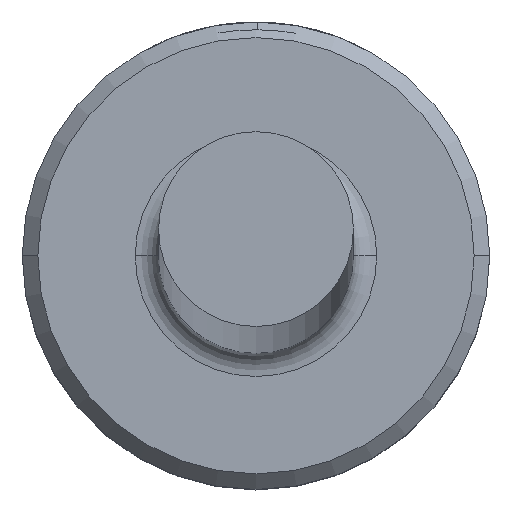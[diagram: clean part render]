
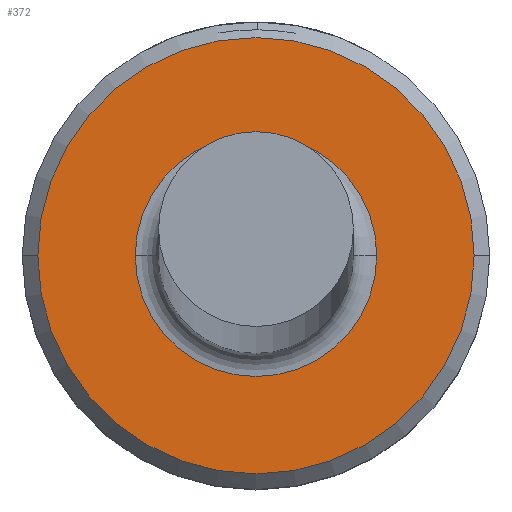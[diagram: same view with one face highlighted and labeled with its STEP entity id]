
A CAD part, top view. The second image highlights one B-rep face of the part: STEP entity #372.
In plain terms, the highlighted planar face has unit normal (0, 0, 1).
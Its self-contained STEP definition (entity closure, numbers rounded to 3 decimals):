
#9 = DIRECTION ( 'NONE',  ( 1., 0., 0. ) ) ;
#19 = CARTESIAN_POINT ( 'NONE',  ( -2.8, 0., 4. ) ) ;
#78 = ORIENTED_EDGE ( 'NONE', *, *, #1147, .T. ) ;
#103 = VERTEX_POINT ( 'NONE', #1097 ) ;
#152 = AXIS2_PLACEMENT_3D ( 'NONE', #549, #1160, #639 ) ;
#158 = DIRECTION ( 'NONE',  ( 0., 0., 1. ) ) ;
#183 = AXIS2_PLACEMENT_3D ( 'NONE', #1085, #562, #9 ) ;
#185 = VERTEX_POINT ( 'NONE', #19 ) ;
#248 = CIRCLE ( 'NONE', #732, 2.8 ) ;
#273 = CIRCLE ( 'NONE', #364, 1.55 ) ;
#287 = CARTESIAN_POINT ( 'NONE',  ( -1.55, 0., 4. ) ) ;
#305 = ORIENTED_EDGE ( 'NONE', *, *, #448, .T. ) ;
#341 = CARTESIAN_POINT ( 'NONE',  ( 0., 0., 4. ) ) ;
#364 = AXIS2_PLACEMENT_3D ( 'NONE', #1019, #480, #1096 ) ;
#372 = ADVANCED_FACE ( 'NONE', ( #820, #1027 ), #1008, .T. ) ;
#382 = VERTEX_POINT ( 'NONE', #647 ) ;
#390 = CIRCLE ( 'NONE', #152, 1.55 ) ;
#447 = DIRECTION ( 'NONE',  ( 1., 0., 0. ) ) ;
#448 = EDGE_CURVE ( 'NONE', #382, #451, #273, .T. ) ;
#451 = VERTEX_POINT ( 'NONE', #287 ) ;
#480 = DIRECTION ( 'NONE',  ( 0., 0., -1. ) ) ;
#549 = CARTESIAN_POINT ( 'NONE',  ( 0., 0., 4. ) ) ;
#562 = DIRECTION ( 'NONE',  ( 0., 0., 1. ) ) ;
#639 = DIRECTION ( 'NONE',  ( -1., 0., 0. ) ) ;
#647 = CARTESIAN_POINT ( 'NONE',  ( 1.55, 0., 4. ) ) ;
#679 = ORIENTED_EDGE ( 'NONE', *, *, #1035, .T. ) ;
#714 = CARTESIAN_POINT ( 'NONE',  ( 0., 0., 4. ) ) ;
#732 = AXIS2_PLACEMENT_3D ( 'NONE', #341, #986, #447 ) ;
#761 = CIRCLE ( 'NONE', #849, 2.8 ) ;
#803 = DIRECTION ( 'NONE',  ( 1., 0., 0. ) ) ;
#814 = ORIENTED_EDGE ( 'NONE', *, *, #1040, .T. ) ;
#820 = FACE_OUTER_BOUND ( 'NONE', #995, .T. ) ;
#834 = EDGE_LOOP ( 'NONE', ( #78, #305 ) ) ;
#849 = AXIS2_PLACEMENT_3D ( 'NONE', #714, #158, #803 ) ;
#986 = DIRECTION ( 'NONE',  ( 0., 0., 1. ) ) ;
#995 = EDGE_LOOP ( 'NONE', ( #679, #814 ) ) ;
#1008 = PLANE ( 'NONE',  #183 ) ;
#1019 = CARTESIAN_POINT ( 'NONE',  ( 0., 0., 4. ) ) ;
#1027 = FACE_BOUND ( 'NONE', #834, .T. ) ;
#1035 = EDGE_CURVE ( 'NONE', #185, #103, #761, .T. ) ;
#1040 = EDGE_CURVE ( 'NONE', #103, #185, #248, .T. ) ;
#1085 = CARTESIAN_POINT ( 'NONE',  ( 0., 0., 4. ) ) ;
#1096 = DIRECTION ( 'NONE',  ( -1., 0., 0. ) ) ;
#1097 = CARTESIAN_POINT ( 'NONE',  ( 2.8, 0., 4. ) ) ;
#1147 = EDGE_CURVE ( 'NONE', #451, #382, #390, .T. ) ;
#1160 = DIRECTION ( 'NONE',  ( 0., 0., -1. ) ) ;
